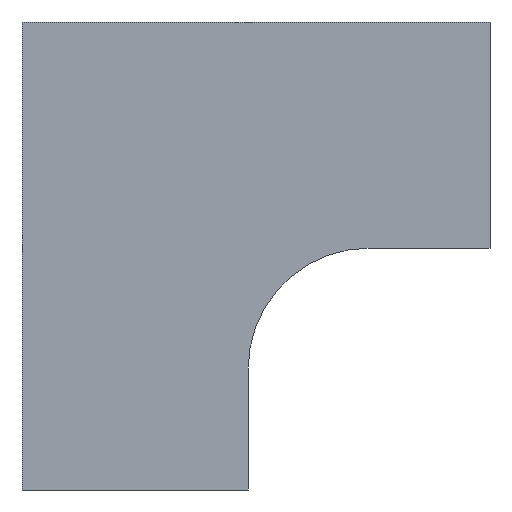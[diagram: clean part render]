
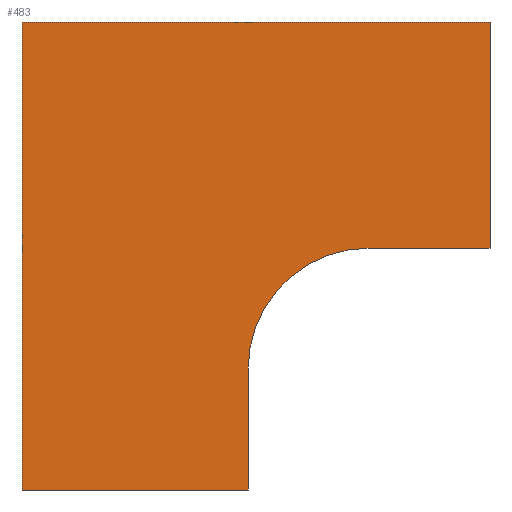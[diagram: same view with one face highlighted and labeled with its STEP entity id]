
A CAD part, front view. The second image highlights one B-rep face of the part: STEP entity #483.
In plain terms, the highlighted planar face has unit normal (0, -1, 0).
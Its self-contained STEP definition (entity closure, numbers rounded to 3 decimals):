
#17 = LINE ( 'NONE', #22, #19 ) ;
#19 = VECTOR ( 'NONE', #359, 1000. ) ;
#22 = CARTESIAN_POINT ( 'NONE',  ( 9.35, -16.45, 0.65 ) ) ;
#30 = LINE ( 'NONE', #227, #404 ) ;
#37 = VECTOR ( 'NONE', #478, 1000. ) ;
#38 = LINE ( 'NONE', #270, #37 ) ;
#41 = CARTESIAN_POINT ( 'NONE',  ( -0.65, -16.45, -9.35 ) ) ;
#67 = DIRECTION ( 'NONE',  ( 0., 1., 0. ) ) ;
#79 = FACE_OUTER_BOUND ( 'NONE', #169, .T. ) ;
#116 = CARTESIAN_POINT ( 'NONE',  ( -0.65, -16.45, -19.35 ) ) ;
#129 = AXIS2_PLACEMENT_3D ( 'NONE', #200, #67, #222 ) ;
#151 = VERTEX_POINT ( 'NONE', #477 ) ;
#159 = DIRECTION ( 'NONE',  ( 1., 0., 0. ) ) ;
#169 = EDGE_LOOP ( 'NONE', ( #479, #192, #193, #469, #213, #232, #212 ) ) ;
#180 = DIRECTION ( 'NONE',  ( 0., 0., 1. ) ) ;
#183 = DIRECTION ( 'NONE',  ( 0., -1., 0. ) ) ;
#188 = EDGE_CURVE ( 'NONE', #473, #444, #370, .T. ) ;
#192 = ORIENTED_EDGE ( 'NONE', *, *, #516, .F. ) ;
#193 = ORIENTED_EDGE ( 'NONE', *, *, #188, .F. ) ;
#200 = CARTESIAN_POINT ( 'NONE',  ( 9.35, -16.45, -9.35 ) ) ;
#201 = AXIS2_PLACEMENT_3D ( 'NONE', #203, #183, #180 ) ;
#203 = CARTESIAN_POINT ( 'NONE',  ( 9.35, -16.45, -9.35 ) ) ;
#206 = VERTEX_POINT ( 'NONE', #472 ) ;
#208 = VECTOR ( 'NONE', #159, 1000. ) ;
#212 = ORIENTED_EDGE ( 'NONE', *, *, #409, .F. ) ;
#213 = ORIENTED_EDGE ( 'NONE', *, *, #532, .F. ) ;
#222 = DIRECTION ( 'NONE',  ( 0., 0., 1. ) ) ;
#226 = VERTEX_POINT ( 'NONE', #451 ) ;
#227 = CARTESIAN_POINT ( 'NONE',  ( -19.35, -16.45, -19.35 ) ) ;
#232 = ORIENTED_EDGE ( 'NONE', *, *, #500, .F. ) ;
#234 = CARTESIAN_POINT ( 'NONE',  ( 19.35, -16.45, 19.35 ) ) ;
#240 = LINE ( 'NONE', #261, #343 ) ;
#253 = CARTESIAN_POINT ( 'NONE',  ( -19.35, -16.45, 19.35 ) ) ;
#260 = DIRECTION ( 'NONE',  ( 0., 0., 1. ) ) ;
#261 = CARTESIAN_POINT ( 'NONE',  ( -19.35, -16.45, 19.35 ) ) ;
#266 = VERTEX_POINT ( 'NONE', #394 ) ;
#270 = CARTESIAN_POINT ( 'NONE',  ( 19.35, -16.45, 0.65 ) ) ;
#331 = CIRCLE ( 'NONE', #201, 10. ) ;
#343 = VECTOR ( 'NONE', #260, 1000. ) ;
#359 = DIRECTION ( 'NONE',  ( -1., 0., 0. ) ) ;
#363 = EDGE_CURVE ( 'NONE', #206, #226, #240, .T. ) ;
#368 = VECTOR ( 'NONE', #466, 1000. ) ;
#370 = LINE ( 'NONE', #493, #368 ) ;
#394 = CARTESIAN_POINT ( 'NONE',  ( 19.35, -16.45, 0.65 ) ) ;
#400 = EDGE_CURVE ( 'NONE', #151, #473, #331, .T. ) ;
#404 = VECTOR ( 'NONE', #438, 1000. ) ;
#409 = EDGE_CURVE ( 'NONE', #226, #526, #497, .T. ) ;
#438 = DIRECTION ( 'NONE',  ( -1., 0., 0. ) ) ;
#444 = VERTEX_POINT ( 'NONE', #116 ) ;
#451 = CARTESIAN_POINT ( 'NONE',  ( -19.35, -16.45, 19.35 ) ) ;
#466 = DIRECTION ( 'NONE',  ( 0., 0., -1. ) ) ;
#469 = ORIENTED_EDGE ( 'NONE', *, *, #400, .F. ) ;
#472 = CARTESIAN_POINT ( 'NONE',  ( -19.35, -16.45, -19.35 ) ) ;
#473 = VERTEX_POINT ( 'NONE', #41 ) ;
#476 = PLANE ( 'NONE',  #129 ) ;
#477 = CARTESIAN_POINT ( 'NONE',  ( 9.35, -16.45, 0.65 ) ) ;
#478 = DIRECTION ( 'NONE',  ( 0., 0., -1. ) ) ;
#479 = ORIENTED_EDGE ( 'NONE', *, *, #363, .F. ) ;
#483 = ADVANCED_FACE ( 'NONE', ( #79 ), #476, .F. ) ;
#493 = CARTESIAN_POINT ( 'NONE',  ( -0.65, -16.45, -19.35 ) ) ;
#497 = LINE ( 'NONE', #253, #208 ) ;
#500 = EDGE_CURVE ( 'NONE', #526, #266, #38, .T. ) ;
#516 = EDGE_CURVE ( 'NONE', #444, #206, #30, .T. ) ;
#526 = VERTEX_POINT ( 'NONE', #234 ) ;
#532 = EDGE_CURVE ( 'NONE', #266, #151, #17, .T. ) ;
